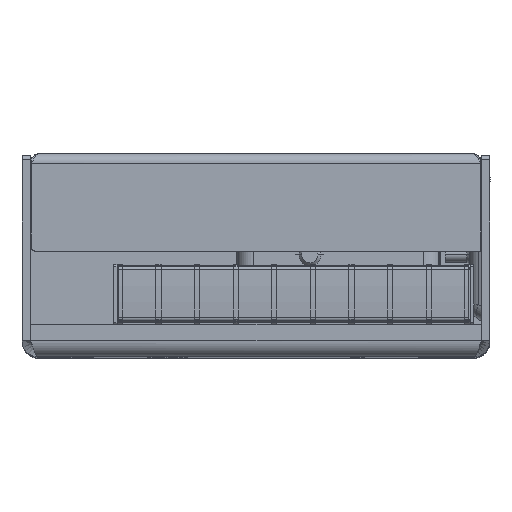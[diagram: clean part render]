
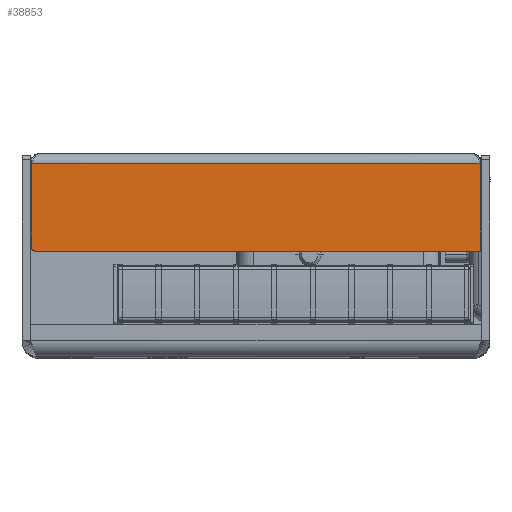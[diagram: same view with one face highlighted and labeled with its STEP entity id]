
A CAD part, top view. The second image highlights one B-rep face of the part: STEP entity #38853.
In plain terms, the highlighted face is planar.
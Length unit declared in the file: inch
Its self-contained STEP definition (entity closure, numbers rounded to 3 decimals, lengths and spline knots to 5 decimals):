
#154 = CARTESIAN_POINT ( 'NONE',  ( -2.1752, 0.04724, -4.12992 ) ) ;
#269 = CIRCLE ( 'NONE', #40024, 0.03937 ) ;
#1328 = ORIENTED_EDGE ( 'NONE', *, *, #20795, .T. ) ;
#1963 = DIRECTION ( 'NONE',  ( -1., 0., 0. ) ) ;
#2249 = CARTESIAN_POINT ( 'NONE',  ( 0., 0.04724, -4.12992 ) ) ;
#4065 = ORIENTED_EDGE ( 'NONE', *, *, #14904, .F. ) ;
#4583 = LINE ( 'NONE', #43868, #5672 ) ;
#5672 = VECTOR ( 'NONE', #29628, 39.37008 ) ;
#5804 = CARTESIAN_POINT ( 'NONE',  ( -2.13583, 0.89764, -4.12992 ) ) ;
#5901 = PLANE ( 'NONE',  #29094 ) ;
#6359 = ORIENTED_EDGE ( 'NONE', *, *, #28424, .T. ) ;
#6505 = CARTESIAN_POINT ( 'NONE',  ( 2.1752, 0.89764, -4.12992 ) ) ;
#9426 = CARTESIAN_POINT ( 'NONE',  ( 0., 0., -4.12992 ) ) ;
#12467 = DIRECTION ( 'NONE',  ( -1., 0., 0. ) ) ;
#14904 = EDGE_CURVE ( 'NONE', #37728, #38939, #4583, .T. ) ;
#15185 = VECTOR ( 'NONE', #23405, 39.37008 ) ;
#18318 = LINE ( 'NONE', #37170, #36012 ) ;
#18694 = VERTEX_POINT ( 'NONE', #5804 ) ;
#20795 = EDGE_CURVE ( 'NONE', #37728, #31334, #41164, .T. ) ;
#22724 = LINE ( 'NONE', #154, #23834 ) ;
#23082 = FACE_OUTER_BOUND ( 'NONE', #39976, .T. ) ;
#23115 = DIRECTION ( 'NONE',  ( 0., 0., -1. ) ) ;
#23405 = DIRECTION ( 'NONE',  ( -1., 0., 0. ) ) ;
#23505 = DIRECTION ( 'NONE',  ( 0., 0., -1. ) ) ;
#23834 = VECTOR ( 'NONE', #24850, 39.37008 ) ;
#24850 = DIRECTION ( 'NONE',  ( 0., 1., 0. ) ) ;
#25231 = CARTESIAN_POINT ( 'NONE',  ( -2.1752, 0.85827, -4.12992 ) ) ;
#26966 = ORIENTED_EDGE ( 'NONE', *, *, #43735, .T. ) ;
#28424 = EDGE_CURVE ( 'NONE', #28825, #18694, #269, .T. ) ;
#28825 = VERTEX_POINT ( 'NONE', #25231 ) ;
#29094 = AXIS2_PLACEMENT_3D ( 'NONE', #9426, #23505, #37697 ) ;
#29628 = DIRECTION ( 'NONE',  ( 0., 1., 0. ) ) ;
#30745 = CARTESIAN_POINT ( 'NONE',  ( 2.1752, 0.04724, -4.12992 ) ) ;
#31334 = VERTEX_POINT ( 'NONE', #34051 ) ;
#31404 = ORIENTED_EDGE ( 'NONE', *, *, #36241, .F. ) ;
#34051 = CARTESIAN_POINT ( 'NONE',  ( -2.1752, 0.04724, -4.12992 ) ) ;
#36012 = VECTOR ( 'NONE', #12467, 39.37008 ) ;
#36241 = EDGE_CURVE ( 'NONE', #38939, #18694, #18318, .T. ) ;
#37170 = CARTESIAN_POINT ( 'NONE',  ( -2.09895, 0.89764, -4.12992 ) ) ;
#37697 = DIRECTION ( 'NONE',  ( -1., 0., 0. ) ) ;
#37728 = VERTEX_POINT ( 'NONE', #30745 ) ;
#38853 = ADVANCED_FACE ( 'NONE', ( #23082 ), #5901, .T. ) ;
#38939 = VERTEX_POINT ( 'NONE', #6505 ) ;
#39976 = EDGE_LOOP ( 'NONE', ( #26966, #6359, #31404, #4065, #1328 ) ) ;
#40024 = AXIS2_PLACEMENT_3D ( 'NONE', #44296, #23115, #1963 ) ;
#41164 = LINE ( 'NONE', #2249, #15185 ) ;
#43735 = EDGE_CURVE ( 'NONE', #31334, #28825, #22724, .T. ) ;
#43868 = CARTESIAN_POINT ( 'NONE',  ( 2.1752, 0.04724, -4.12992 ) ) ;
#44296 = CARTESIAN_POINT ( 'NONE',  ( -2.13583, 0.85827, -4.12992 ) ) ;
